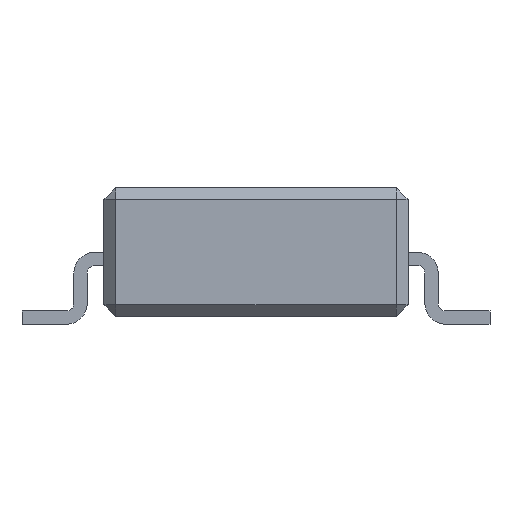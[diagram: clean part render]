
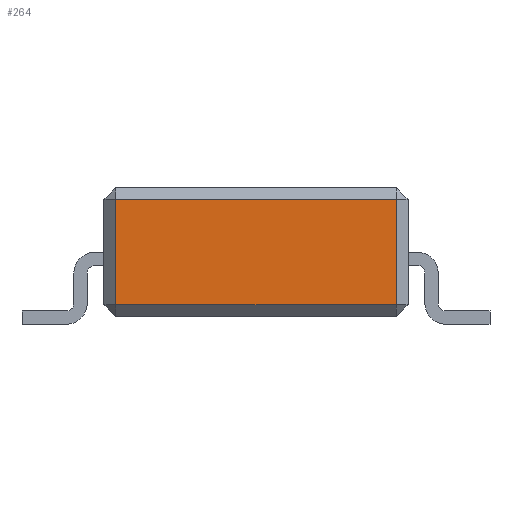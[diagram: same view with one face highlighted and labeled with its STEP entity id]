
A CAD part, front view. The second image highlights one B-rep face of the part: STEP entity #264.
In plain terms, the highlighted planar face has unit normal (0, -1, 0).
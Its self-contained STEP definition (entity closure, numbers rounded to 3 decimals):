
#13=DIRECTION('',(0.,0.,1.));
#14=DIRECTION('',(1.,0.,0.));
#104=VECTOR('',#13,1.);
#110=CARTESIAN_POINT('',(-1.95,-15.405,0.25));
#112=DIRECTION('',(0.,1.,0.));
#122=CARTESIAN_POINT('',(-1.95,-15.405,1.6));
#125=CARTESIAN_POINT('',(-1.95,-15.405,0.1));
#132=VERTEX_POINT('',#133);
#133=CARTESIAN_POINT('',(-1.8,-15.405,1.6));
#139=EDGE_CURVE('',#140,#132,#142,.T.);
#140=VERTEX_POINT('',#141);
#141=CARTESIAN_POINT('',(-1.8,-15.405,0.25));
#142=LINE('',#143,#104);
#143=CARTESIAN_POINT('',(-1.8,-15.405,0.1));
#264=ADVANCED_FACE('',(#265),#283,.F.);
#265=FACE_BOUND('',#266,.F.);
#266=EDGE_LOOP('',(#267,#268,#274,#280));
#267=ORIENTED_EDGE('',*,*,#139,.T.);
#268=ORIENTED_EDGE('',*,*,#269,.T.);
#269=EDGE_CURVE('',#132,#270,#272,.T.);
#270=VERTEX_POINT('',#271);
#271=CARTESIAN_POINT('',(1.8,-15.405,1.6));
#272=LINE('',#122,#273);
#273=VECTOR('',#14,1.);
#274=ORIENTED_EDGE('',*,*,#275,.F.);
#275=EDGE_CURVE('',#276,#270,#278,.T.);
#276=VERTEX_POINT('',#277);
#277=CARTESIAN_POINT('',(1.8,-15.405,0.25));
#278=LINE('',#279,#104);
#279=CARTESIAN_POINT('',(1.8,-15.405,0.1));
#280=ORIENTED_EDGE('',*,*,#281,.F.);
#281=EDGE_CURVE('',#140,#276,#282,.T.);
#282=LINE('',#110,#273);
#283=PLANE('',#284);
#284=AXIS2_PLACEMENT_3D('',#125,#112,#13);
